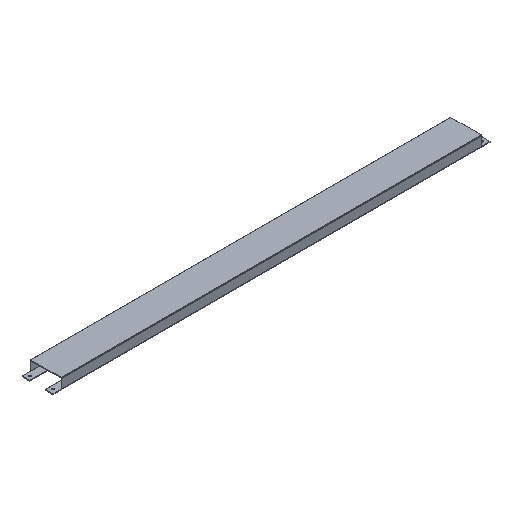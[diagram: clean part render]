
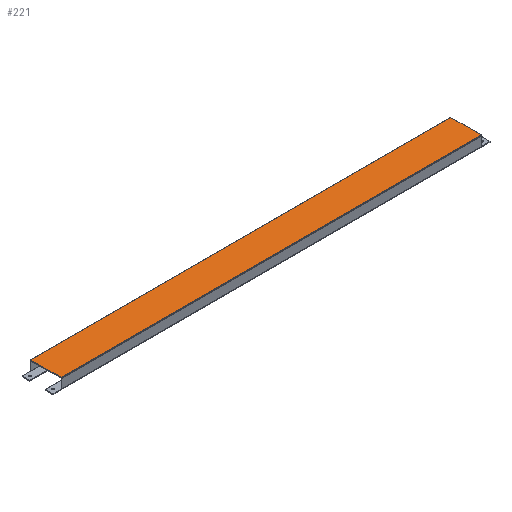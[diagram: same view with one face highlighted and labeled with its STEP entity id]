
A CAD part, isometric view. The second image highlights one B-rep face of the part: STEP entity #221.
In plain terms, the highlighted planar face has unit normal (0, 0, 1).
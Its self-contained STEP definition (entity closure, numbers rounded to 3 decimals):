
#96 = CARTESIAN_POINT ( 'NONE',  ( 516.5, 36.99, 2. ) ) ;
#221 = ADVANCED_FACE ( 'NONE', ( #449 ), #872, .T. ) ;
#267 = VECTOR ( 'NONE', #1566, 1000. ) ;
#268 = LINE ( 'NONE', #1567, #267 ) ;
#444 = LINE ( 'NONE', #939, #503 ) ;
#449 = FACE_OUTER_BOUND ( 'NONE', #1197, .T. ) ;
#450 = VECTOR ( 'NONE', #952, 1000. ) ;
#455 = LINE ( 'NONE', #953, #450 ) ;
#500 = LINE ( 'NONE', #96, #501 ) ;
#501 = VECTOR ( 'NONE', #1711, 1000. ) ;
#503 = VECTOR ( 'NONE', #944, 1000. ) ;
#520 = EDGE_CURVE ( 'NONE', #1359, #1328, #500, .T. ) ;
#528 = EDGE_CURVE ( 'NONE', #1340, #1363, #444, .T. ) ;
#531 = EDGE_CURVE ( 'NONE', #1363, #1359, #455, .T. ) ;
#707 = ORIENTED_EDGE ( 'NONE', *, *, #520, .T. ) ;
#708 = ORIENTED_EDGE ( 'NONE', *, *, #531, .T. ) ;
#709 = ORIENTED_EDGE ( 'NONE', *, *, #528, .T. ) ;
#719 = ORIENTED_EDGE ( 'NONE', *, *, #903, .T. ) ;
#754 = AXIS2_PLACEMENT_3D ( 'NONE', #856, #881, #880 ) ;
#856 = CARTESIAN_POINT ( 'NONE',  ( -516.5, -37., 2. ) ) ;
#872 = PLANE ( 'NONE',  #754 ) ;
#880 = DIRECTION ( 'NONE',  ( 1., 0., 0. ) ) ;
#881 = DIRECTION ( 'NONE',  ( 0., 0., 1. ) ) ;
#903 = EDGE_CURVE ( 'NONE', #1328, #1340, #268, .T. ) ;
#939 = CARTESIAN_POINT ( 'NONE',  ( -516.5, -36.99, 2. ) ) ;
#944 = DIRECTION ( 'NONE',  ( 1., 0., 0. ) ) ;
#952 = DIRECTION ( 'NONE',  ( 0., 1., 0. ) ) ;
#953 = CARTESIAN_POINT ( 'NONE',  ( 516.5, 37., 2. ) ) ;
#1197 = EDGE_LOOP ( 'NONE', ( #719, #709, #708, #707 ) ) ;
#1328 = VERTEX_POINT ( 'NONE', #1574 ) ;
#1340 = VERTEX_POINT ( 'NONE', #1589 ) ;
#1359 = VERTEX_POINT ( 'NONE', #1620 ) ;
#1363 = VERTEX_POINT ( 'NONE', #1625 ) ;
#1566 = DIRECTION ( 'NONE',  ( 0., -1., 0. ) ) ;
#1567 = CARTESIAN_POINT ( 'NONE',  ( -516.5, 37., 2. ) ) ;
#1574 = CARTESIAN_POINT ( 'NONE',  ( -516.5, 36.99, 2. ) ) ;
#1589 = CARTESIAN_POINT ( 'NONE',  ( -516.5, -36.99, 2. ) ) ;
#1620 = CARTESIAN_POINT ( 'NONE',  ( 516.5, 36.99, 2. ) ) ;
#1625 = CARTESIAN_POINT ( 'NONE',  ( 516.5, -36.99, 2. ) ) ;
#1711 = DIRECTION ( 'NONE',  ( -1., 0., 0. ) ) ;
